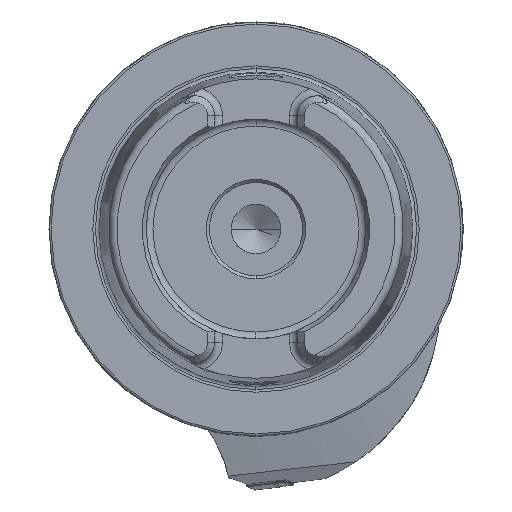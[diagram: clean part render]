
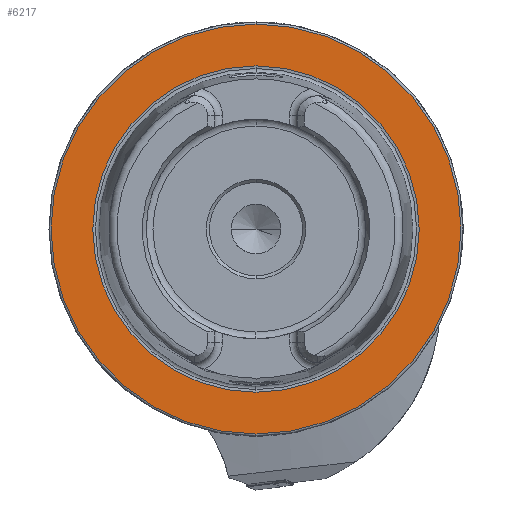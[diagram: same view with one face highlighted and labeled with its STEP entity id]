
A CAD part, left-side view. The second image highlights one B-rep face of the part: STEP entity #6217.
In plain terms, the highlighted planar face has unit normal (-1, 0, 0).
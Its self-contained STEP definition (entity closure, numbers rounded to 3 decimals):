
#341 = CARTESIAN_POINT ( 'NONE',  ( 0., 0., 39.405 ) ) ;
#1470 = DIRECTION ( 'NONE',  ( 0., 0., 1. ) ) ;
#1475 = DIRECTION ( 'NONE',  ( -1., 0., 0. ) ) ;
#1483 = DIRECTION ( 'NONE',  ( 0., 0., 1. ) ) ;
#1484 = CARTESIAN_POINT ( 'NONE',  ( 0., 0., 0. ) ) ;
#1485 = DIRECTION ( 'NONE',  ( -1., 0., 0. ) ) ;
#1487 = CARTESIAN_POINT ( 'NONE',  ( 0., 0., 0. ) ) ;
#1628 = VERTEX_POINT ( 'NONE', #9152 ) ;
#1674 = VERTEX_POINT ( 'NONE', #9115 ) ;
#1715 = VERTEX_POINT ( 'NONE', #9207 ) ;
#2831 = FACE_OUTER_BOUND ( 'NONE', #9279, .T. ) ;
#2836 = FACE_BOUND ( 'NONE', #9301, .T. ) ;
#3763 = AXIS2_PLACEMENT_3D ( 'NONE', #11134, #11143, #11144 ) ;
#3905 = AXIS2_PLACEMENT_3D ( 'NONE', #7943, #7944, #7945 ) ;
#3947 = AXIS2_PLACEMENT_3D ( 'NONE', #7080, #7081, #7082 ) ;
#5683 = EDGE_CURVE ( 'NONE', #11331, #1674, #13765, .T. ) ;
#5684 = EDGE_CURVE ( 'NONE', #1715, #1628, #12300, .T. ) ;
#5973 = AXIS2_PLACEMENT_3D ( 'NONE', #1487, #1485, #1483 ) ;
#5974 = AXIS2_PLACEMENT_3D ( 'NONE', #1484, #1475, #1470 ) ;
#6217 = ADVANCED_FACE ( 'NONE', ( #2836, #2831 ), #11139, .F. ) ;
#7080 = CARTESIAN_POINT ( 'NONE',  ( 0., 0., 0. ) ) ;
#7081 = DIRECTION ( 'NONE',  ( -1., 0., 0. ) ) ;
#7082 = DIRECTION ( 'NONE',  ( 0., 0., 1. ) ) ;
#7308 = EDGE_CURVE ( 'NONE', #1628, #1715, #13090, .T. ) ;
#7386 = EDGE_CURVE ( 'NONE', #1674, #11331, #13183, .T. ) ;
#7943 = CARTESIAN_POINT ( 'NONE',  ( 0., 0., 0. ) ) ;
#7944 = DIRECTION ( 'NONE',  ( -1., 0., 0. ) ) ;
#7945 = DIRECTION ( 'NONE',  ( 0., 0., 1. ) ) ;
#8707 = ORIENTED_EDGE ( 'NONE', *, *, #5683, .F. ) ;
#8719 = ORIENTED_EDGE ( 'NONE', *, *, #7308, .T. ) ;
#8721 = ORIENTED_EDGE ( 'NONE', *, *, #5684, .T. ) ;
#8809 = ORIENTED_EDGE ( 'NONE', *, *, #7386, .F. ) ;
#9115 = CARTESIAN_POINT ( 'NONE',  ( 0., 0., -39.405 ) ) ;
#9152 = CARTESIAN_POINT ( 'NONE',  ( 0., 0., 49.5 ) ) ;
#9207 = CARTESIAN_POINT ( 'NONE',  ( 0., 0., -49.5 ) ) ;
#9279 = EDGE_LOOP ( 'NONE', ( #8719, #8721 ) ) ;
#9301 = EDGE_LOOP ( 'NONE', ( #8707, #8809 ) ) ;
#11134 = CARTESIAN_POINT ( 'NONE',  ( 0., 49.5, 0. ) ) ;
#11139 = PLANE ( 'NONE',  #3763 ) ;
#11143 = DIRECTION ( 'NONE',  ( 1., 0., 0. ) ) ;
#11144 = DIRECTION ( 'NONE',  ( 0., 0., -1. ) ) ;
#11331 = VERTEX_POINT ( 'NONE', #341 ) ;
#12300 = CIRCLE ( 'NONE', #5974, 49.5 ) ;
#13090 = CIRCLE ( 'NONE', #3905, 49.5 ) ;
#13183 = CIRCLE ( 'NONE', #3947, 39.405 ) ;
#13765 = CIRCLE ( 'NONE', #5973, 39.405 ) ;
